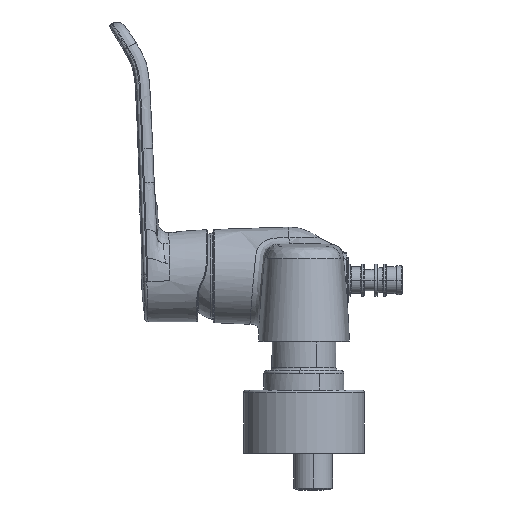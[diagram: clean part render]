
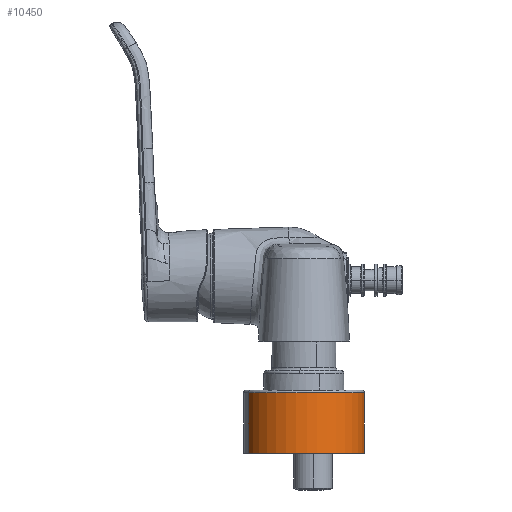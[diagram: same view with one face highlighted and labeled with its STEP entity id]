
A CAD part, left-side view. The second image highlights one B-rep face of the part: STEP entity #10450.
In plain terms, the highlighted cylindrical face has radius 32.5 mm (diameter 65 mm), a partial arc.
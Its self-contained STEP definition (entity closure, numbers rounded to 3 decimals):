
#167 = AXIS2_PLACEMENT_3D ( 'NONE', #1406, #17439, #5294 ) ;
#541 = ORIENTED_EDGE ( 'NONE', *, *, #25373, .F. ) ;
#681 = AXIS2_PLACEMENT_3D ( 'NONE', #13306, #17499, #23527 ) ;
#1406 = CARTESIAN_POINT ( 'NONE',  ( -75., -0.104, -95.193 ) ) ;
#1472 = DIRECTION ( 'NONE',  ( 0., 0., -1. ) ) ;
#4352 = ORIENTED_EDGE ( 'NONE', *, *, #25944, .T. ) ;
#4490 = VECTOR ( 'NONE', #17946, 1000. ) ;
#5191 = CARTESIAN_POINT ( 'NONE',  ( -75., -0.104, -61.293 ) ) ;
#5294 = DIRECTION ( 'NONE',  ( 0.382, -0.924, 0. ) ) ;
#7417 = DIRECTION ( 'NONE',  ( -0.382, 0.924, 0. ) ) ;
#7779 = CARTESIAN_POINT ( 'NONE',  ( -87.41, 29.933, -61.293 ) ) ;
#8312 = CYLINDRICAL_SURFACE ( 'NONE', #22358, 32.5 ) ;
#8609 = ORIENTED_EDGE ( 'NONE', *, *, #15592, .T. ) ;
#9498 = EDGE_LOOP ( 'NONE', ( #541, #24967, #4352, #8609 ) ) ;
#10204 = LINE ( 'NONE', #7779, #4490 ) ;
#10450 = ADVANCED_FACE ( 'NONE', ( #25487 ), #8312, .T. ) ;
#11681 = EDGE_CURVE ( 'NONE', #22490, #22074, #24221, .T. ) ;
#13306 = CARTESIAN_POINT ( 'NONE',  ( -75., -0.104, -62.694 ) ) ;
#15169 = VERTEX_POINT ( 'NONE', #22965 ) ;
#15394 = DIRECTION ( 'NONE',  ( 0., 0., -1. ) ) ;
#15592 = EDGE_CURVE ( 'NONE', #15169, #18611, #15677, .T. ) ;
#15677 = CIRCLE ( 'NONE', #167, 32.5 ) ;
#17038 = CARTESIAN_POINT ( 'NONE',  ( -87.41, 29.933, -62.694 ) ) ;
#17439 = DIRECTION ( 'NONE',  ( 0., 0., 1. ) ) ;
#17499 = DIRECTION ( 'NONE',  ( 0., 0., -1. ) ) ;
#17946 = DIRECTION ( 'NONE',  ( 0., 0., -1. ) ) ;
#18611 = VERTEX_POINT ( 'NONE', #22702 ) ;
#21514 = CARTESIAN_POINT ( 'NONE',  ( -62.59, -30.141, -62.694 ) ) ;
#21536 = CARTESIAN_POINT ( 'NONE',  ( -62.59, -30.141, -61.293 ) ) ;
#22074 = VERTEX_POINT ( 'NONE', #17038 ) ;
#22317 = VECTOR ( 'NONE', #15394, 1000. ) ;
#22358 = AXIS2_PLACEMENT_3D ( 'NONE', #5191, #1472, #7417 ) ;
#22490 = VERTEX_POINT ( 'NONE', #21514 ) ;
#22702 = CARTESIAN_POINT ( 'NONE',  ( -62.59, -30.141, -95.193 ) ) ;
#22963 = LINE ( 'NONE', #21536, #22317 ) ;
#22965 = CARTESIAN_POINT ( 'NONE',  ( -87.41, 29.933, -95.193 ) ) ;
#23527 = DIRECTION ( 'NONE',  ( -0.924, -0.382, 0. ) ) ;
#24221 = CIRCLE ( 'NONE', #681, 32.5 ) ;
#24967 = ORIENTED_EDGE ( 'NONE', *, *, #11681, .T. ) ;
#25373 = EDGE_CURVE ( 'NONE', #22490, #18611, #22963, .T. ) ;
#25487 = FACE_OUTER_BOUND ( 'NONE', #9498, .T. ) ;
#25944 = EDGE_CURVE ( 'NONE', #22074, #15169, #10204, .T. ) ;
